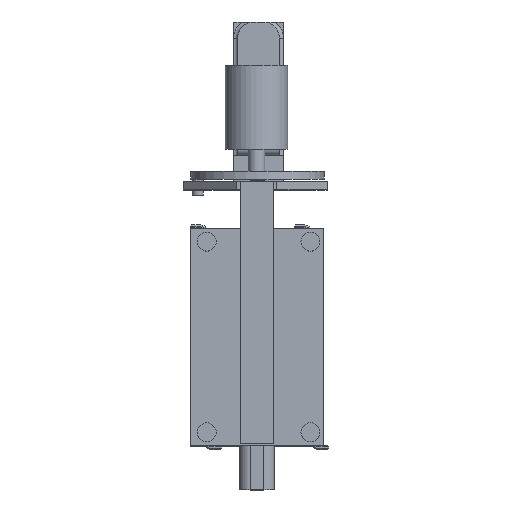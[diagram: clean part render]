
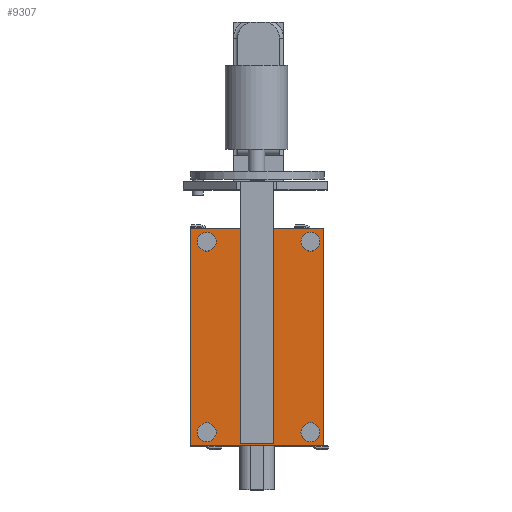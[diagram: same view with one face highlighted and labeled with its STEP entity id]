
A CAD part, top view. The second image highlights one B-rep face of the part: STEP entity #9307.
In plain terms, the highlighted planar face has unit normal (0, 0, 1).
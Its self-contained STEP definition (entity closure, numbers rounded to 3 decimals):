
#9005=CARTESIAN_POINT('',(-64.268,55.716,155.79));
#9006=VERTEX_POINT('',#9005);
#9007=CARTESIAN_POINT('',(-64.268,-253.164,155.79));
#9008=VERTEX_POINT('',#9007);
#9009=CARTESIAN_POINT('',(-64.268,55.716,155.79));
#9010=DIRECTION('',(0.,-1.,0.));
#9011=VECTOR('',#9010,308.88);
#9012=LINE('',#9009,#9011);
#9013=EDGE_CURVE('',#9006,#9008,#9012,.T.);
#9045=CARTESIAN_POINT('',(125.812,-253.164,155.79));
#9046=VERTEX_POINT('',#9045);
#9047=CARTESIAN_POINT('',(-64.268,-253.164,155.79));
#9048=DIRECTION('',(1.,0.,-0.));
#9049=VECTOR('',#9048,190.08);
#9050=LINE('',#9047,#9049);
#9051=EDGE_CURVE('',#9008,#9046,#9050,.T.);
#9076=CARTESIAN_POINT('',(125.812,55.716,155.79));
#9077=VERTEX_POINT('',#9076);
#9078=CARTESIAN_POINT('',(125.812,-253.164,155.79));
#9079=DIRECTION('',(0.,1.,0.));
#9080=VECTOR('',#9079,308.88);
#9081=LINE('',#9078,#9080);
#9082=EDGE_CURVE('',#9046,#9077,#9081,.T.);
#9107=CARTESIAN_POINT('',(125.812,55.716,155.79));
#9108=DIRECTION('',(-1.,0.,0.));
#9109=VECTOR('',#9108,190.08);
#9110=LINE('',#9107,#9109);
#9111=EDGE_CURVE('',#9077,#9006,#9110,.T.);
#9216=CARTESIAN_POINT('',(-1394.828,-823.404,155.79));
#9217=DIRECTION('',(0.,0.,1.));
#9218=DIRECTION('',(1.,0.,0.));
#9219=AXIS2_PLACEMENT_3D('',#9216,#9217,#9218);
#9220=PLANE('',#9219);
#9221=CARTESIAN_POINT('',(-27.068,-234.156,155.79));
#9222=VERTEX_POINT('',#9221);
#9223=CARTESIAN_POINT('',(-53.949,-234.156,155.79));
#9224=VERTEX_POINT('',#9223);
#9225=CARTESIAN_POINT('',(-40.508,-234.156,155.79));
#9226=DIRECTION('',(-0.,-0.,-1.));
#9227=DIRECTION('',(1.,0.,-0.));
#9228=AXIS2_PLACEMENT_3D('',#9225,#9226,#9227);
#9229=CIRCLE('',#9228,13.441);
#9230=EDGE_CURVE('',#9222,#9224,#9229,.T.);
#9231=ORIENTED_EDGE('',*,*,#9230,.T.);
#9232=CARTESIAN_POINT('',(-40.508,-234.156,155.79));
#9233=DIRECTION('',(-0.,-0.,-1.));
#9234=DIRECTION('',(1.,0.,-0.));
#9235=AXIS2_PLACEMENT_3D('',#9232,#9233,#9234);
#9236=CIRCLE('',#9235,13.441);
#9237=EDGE_CURVE('',#9224,#9222,#9236,.T.);
#9238=ORIENTED_EDGE('',*,*,#9237,.T.);
#9239=EDGE_LOOP('',(#9231,#9238));
#9240=FACE_BOUND('',#9239,.T.);
#9241=CARTESIAN_POINT('',(120.244,36.708,155.79));
#9242=VERTEX_POINT('',#9241);
#9243=CARTESIAN_POINT('',(93.363,36.708,155.79));
#9244=VERTEX_POINT('',#9243);
#9245=CARTESIAN_POINT('',(106.804,36.708,155.79));
#9246=DIRECTION('',(-0.,-0.,-1.));
#9247=DIRECTION('',(1.,0.,-0.));
#9248=AXIS2_PLACEMENT_3D('',#9245,#9246,#9247);
#9249=CIRCLE('',#9248,13.441);
#9250=EDGE_CURVE('',#9242,#9244,#9249,.T.);
#9251=ORIENTED_EDGE('',*,*,#9250,.T.);
#9252=CARTESIAN_POINT('',(106.804,36.708,155.79));
#9253=DIRECTION('',(-0.,-0.,-1.));
#9254=DIRECTION('',(1.,0.,-0.));
#9255=AXIS2_PLACEMENT_3D('',#9252,#9253,#9254);
#9256=CIRCLE('',#9255,13.441);
#9257=EDGE_CURVE('',#9244,#9242,#9256,.T.);
#9258=ORIENTED_EDGE('',*,*,#9257,.T.);
#9259=EDGE_LOOP('',(#9251,#9258));
#9260=FACE_BOUND('',#9259,.T.);
#9261=CARTESIAN_POINT('',(120.244,-234.156,155.79));
#9262=VERTEX_POINT('',#9261);
#9263=CARTESIAN_POINT('',(93.363,-234.156,155.79));
#9264=VERTEX_POINT('',#9263);
#9265=CARTESIAN_POINT('',(106.804,-234.156,155.79));
#9266=DIRECTION('',(-0.,-0.,-1.));
#9267=DIRECTION('',(1.,0.,-0.));
#9268=AXIS2_PLACEMENT_3D('',#9265,#9266,#9267);
#9269=CIRCLE('',#9268,13.441);
#9270=EDGE_CURVE('',#9262,#9264,#9269,.T.);
#9271=ORIENTED_EDGE('',*,*,#9270,.T.);
#9272=CARTESIAN_POINT('',(106.804,-234.156,155.79));
#9273=DIRECTION('',(-0.,-0.,-1.));
#9274=DIRECTION('',(1.,0.,-0.));
#9275=AXIS2_PLACEMENT_3D('',#9272,#9273,#9274);
#9276=CIRCLE('',#9275,13.441);
#9277=EDGE_CURVE('',#9264,#9262,#9276,.T.);
#9278=ORIENTED_EDGE('',*,*,#9277,.T.);
#9279=EDGE_LOOP('',(#9271,#9278));
#9280=FACE_BOUND('',#9279,.T.);
#9281=CARTESIAN_POINT('',(-27.068,36.708,155.79));
#9282=VERTEX_POINT('',#9281);
#9283=CARTESIAN_POINT('',(-53.949,36.708,155.79));
#9284=VERTEX_POINT('',#9283);
#9285=CARTESIAN_POINT('',(-40.508,36.708,155.79));
#9286=DIRECTION('',(-0.,-0.,-1.));
#9287=DIRECTION('',(1.,0.,-0.));
#9288=AXIS2_PLACEMENT_3D('',#9285,#9286,#9287);
#9289=CIRCLE('',#9288,13.441);
#9290=EDGE_CURVE('',#9282,#9284,#9289,.T.);
#9291=ORIENTED_EDGE('',*,*,#9290,.T.);
#9292=CARTESIAN_POINT('',(-40.508,36.708,155.79));
#9293=DIRECTION('',(-0.,-0.,-1.));
#9294=DIRECTION('',(1.,0.,-0.));
#9295=AXIS2_PLACEMENT_3D('',#9292,#9293,#9294);
#9296=CIRCLE('',#9295,13.441);
#9297=EDGE_CURVE('',#9284,#9282,#9296,.T.);
#9298=ORIENTED_EDGE('',*,*,#9297,.T.);
#9299=EDGE_LOOP('',(#9291,#9298));
#9300=FACE_BOUND('',#9299,.T.);
#9301=ORIENTED_EDGE('',*,*,#9013,.T.);
#9302=ORIENTED_EDGE('',*,*,#9051,.T.);
#9303=ORIENTED_EDGE('',*,*,#9082,.T.);
#9304=ORIENTED_EDGE('',*,*,#9111,.T.);
#9305=EDGE_LOOP('',(#9301,#9302,#9303,#9304));
#9306=FACE_BOUND('',#9305,.T.);
#9307=ADVANCED_FACE('',(#9240,#9260,#9280,#9300,#9306),#9220,.T.);
